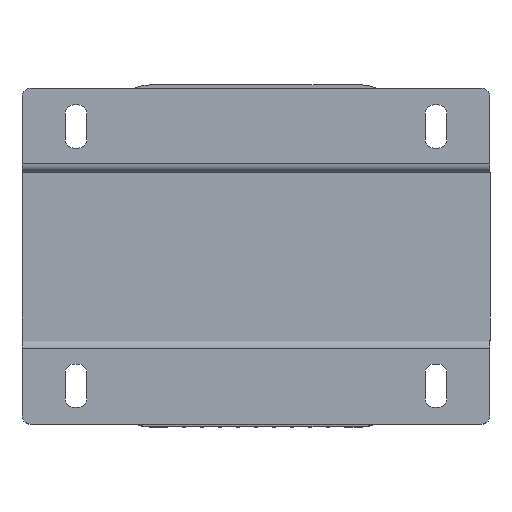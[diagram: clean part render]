
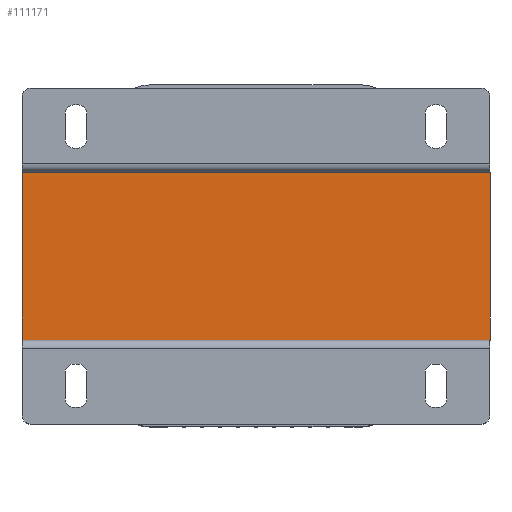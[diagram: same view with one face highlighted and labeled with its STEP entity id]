
A CAD part, top view. The second image highlights one B-rep face of the part: STEP entity #111171.
In plain terms, the highlighted planar face has unit normal (0, 0, 1).
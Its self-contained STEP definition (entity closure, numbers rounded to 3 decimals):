
#5934=FACE_OUTER_BOUND('',#11697,.T.);
#11697=EDGE_LOOP('',(#69370,#69371,#69372,#69373));
#17692=LINE('',#148773,#30179);
#17724=LINE('',#148853,#30211);
#17725=LINE('',#148855,#30212);
#17726=LINE('',#148856,#30213);
#30179=VECTOR('',#123567,1.);
#30211=VECTOR('',#123641,1.);
#30212=VECTOR('',#123642,1.);
#30213=VECTOR('',#123643,1.);
#42666=VERTEX_POINT('',#148771);
#42667=VERTEX_POINT('',#148772);
#42694=VERTEX_POINT('',#148852);
#42695=VERTEX_POINT('',#148854);
#53173=EDGE_CURVE('',#42666,#42667,#17692,.T.);
#53213=EDGE_CURVE('',#42694,#42667,#17724,.T.);
#53214=EDGE_CURVE('',#42694,#42695,#17725,.T.);
#53215=EDGE_CURVE('',#42695,#42666,#17726,.T.);
#69370=ORIENTED_EDGE('',*,*,#53213,.F.);
#69371=ORIENTED_EDGE('',*,*,#53214,.T.);
#69372=ORIENTED_EDGE('',*,*,#53215,.T.);
#69373=ORIENTED_EDGE('',*,*,#53173,.T.);
#101565=PLANE('',#117224);
#111171=ADVANCED_FACE('',(#5934),#101565,.T.);
#117224=AXIS2_PLACEMENT_3D('',#148851,#123639,#123640);
#123567=DIRECTION('',(1.,0.,0.));
#123639=DIRECTION('center_axis',(0.,0.,1.));
#123640=DIRECTION('ref_axis',(0.,-1.,0.));
#123641=DIRECTION('',(0.,-1.,0.));
#123642=DIRECTION('',(-1.,0.,0.));
#123643=DIRECTION('',(0.,-1.,0.));
#148771=CARTESIAN_POINT('',(490.1,-38.222,113.5));
#148772=CARTESIAN_POINT('',(685.1,-38.222,113.5));
#148773=CARTESIAN_POINT('',(685.1,-38.222,113.5));
#148851=CARTESIAN_POINT('Origin',(490.1,31.778,113.5));
#148852=CARTESIAN_POINT('',(685.1,31.778,113.5));
#148853=CARTESIAN_POINT('',(685.1,31.778,113.5));
#148854=CARTESIAN_POINT('',(490.1,31.778,113.5));
#148855=CARTESIAN_POINT('',(685.1,31.778,113.5));
#148856=CARTESIAN_POINT('',(490.1,31.778,113.5));
